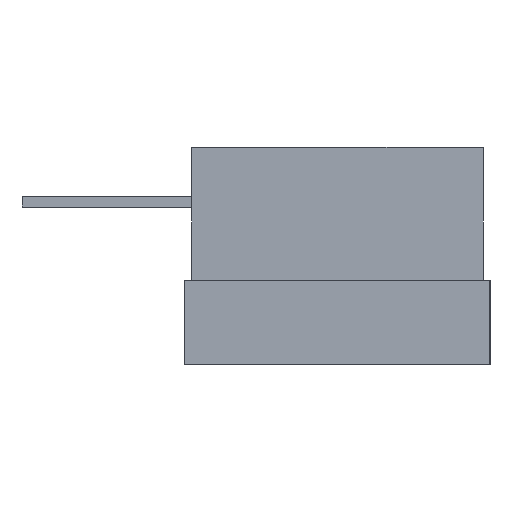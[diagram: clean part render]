
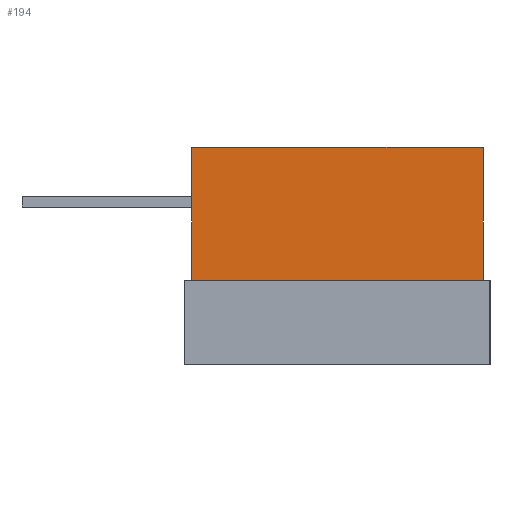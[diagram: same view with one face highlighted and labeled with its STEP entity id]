
A CAD part, left-side view. The second image highlights one B-rep face of the part: STEP entity #194.
In plain terms, the highlighted planar face has unit normal (-1, 0, 0).
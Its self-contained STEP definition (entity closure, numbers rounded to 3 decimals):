
#194=ADVANCED_FACE('',(#5382),#5384,.T.);
#5382=FACE_BOUND('',#5383,.T.);
#5383=EDGE_LOOP('',(#9422,#9423,#9424,#9425));
#5384=PLANE('',#5385);
#5385=AXIS2_PLACEMENT_3D('',#5386,#5387,#5388);
#5386=CARTESIAN_POINT('',(-4.445,2.731,1.575));
#5387=DIRECTION('',(-1.,0.,0.));
#5388=DIRECTION('',(0.,-1.,0.));
#9422=ORIENTED_EDGE('',*,*,#12733,.T.);
#9423=ORIENTED_EDGE('',*,*,#12735,.T.);
#9424=ORIENTED_EDGE('',*,*,#12736,.F.);
#9425=ORIENTED_EDGE('',*,*,#12717,.F.);
#12717=EDGE_CURVE('',#14398,#14400,#14401,.T.);
#12733=EDGE_CURVE('',#14398,#14425,#14428,.T.);
#12735=EDGE_CURVE('',#14425,#14430,#14431,.T.);
#12736=EDGE_CURVE('',#14400,#14430,#14432,.T.);
#14398=VERTEX_POINT('',#17217);
#14400=VERTEX_POINT('',#17221);
#14401=LINE('',#17222,#17223);
#14425=VERTEX_POINT('',#17276);
#14428=LINE('',#17281,#17282);
#14430=VERTEX_POINT('',#17287);
#14431=LINE('',#17288,#17289);
#14432=LINE('',#17291,#17292);
#17217=CARTESIAN_POINT('',(-4.445,2.731,1.575));
#17221=CARTESIAN_POINT('',(-4.445,2.731,4.064));
#17222=CARTESIAN_POINT('',(-4.445,2.731,1.575));
#17223=VECTOR('',#17224,1.);
#17224=DIRECTION('',(0.,0.,1.));
#17276=CARTESIAN_POINT('',(-4.445,-2.731,1.575));
#17281=CARTESIAN_POINT('',(-4.445,2.731,1.575));
#17282=VECTOR('',#17283,1.);
#17283=DIRECTION('',(0.,-1.,0.));
#17287=CARTESIAN_POINT('',(-4.445,-2.731,4.064));
#17288=CARTESIAN_POINT('',(-4.445,-2.731,1.575));
#17289=VECTOR('',#17290,1.);
#17290=DIRECTION('',(0.,0.,1.));
#17291=CARTESIAN_POINT('',(-4.445,2.731,4.064));
#17292=VECTOR('',#17293,1.);
#17293=DIRECTION('',(0.,-1.,0.));
